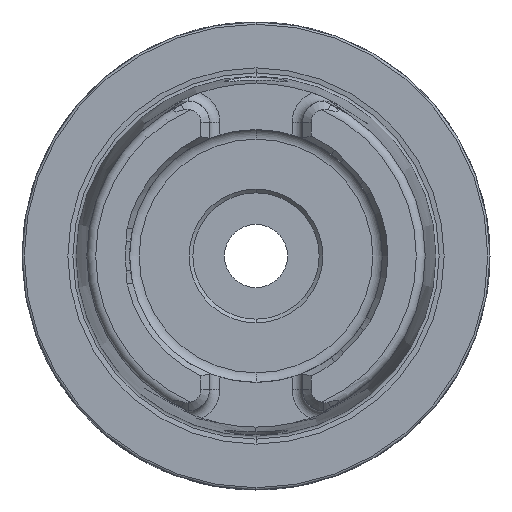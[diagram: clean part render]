
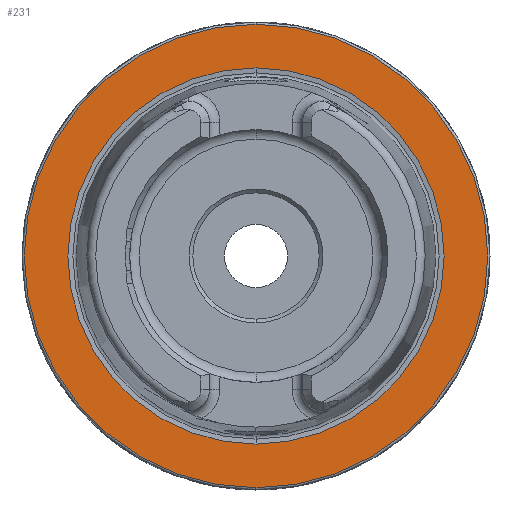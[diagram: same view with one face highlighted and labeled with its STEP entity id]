
A CAD part, left-side view. The second image highlights one B-rep face of the part: STEP entity #231.
In plain terms, the highlighted planar face has unit normal (-1, 0, 0).
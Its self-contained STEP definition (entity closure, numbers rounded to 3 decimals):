
#231 = ADVANCED_FACE ( 'NONE', ( #4799, #4797 ), #4475, .F. ) ;
#428 = CIRCLE ( 'NONE', #6709, 31.2 ) ;
#429 = CIRCLE ( 'NONE', #6710, 25.324 ) ;
#653 = EDGE_LOOP ( 'NONE', ( #2891, #2892 ) ) ;
#898 = CIRCLE ( 'NONE', #6810, 25.324 ) ;
#907 = CIRCLE ( 'NONE', #6813, 31.2 ) ;
#2051 = DIRECTION ( 'NONE',  ( -1., 0., 0. ) ) ;
#2052 = DIRECTION ( 'NONE',  ( 0., 0., 1. ) ) ;
#2053 = CARTESIAN_POINT ( 'NONE',  ( 0., 0., 0. ) ) ;
#2054 = DIRECTION ( 'NONE',  ( -1., 0., 0. ) ) ;
#2055 = DIRECTION ( 'NONE',  ( 0., 0., 1. ) ) ;
#2889 = ORIENTED_EDGE ( 'NONE', *, *, #6123, .F. ) ;
#2890 = ORIENTED_EDGE ( 'NONE', *, *, #6502, .F. ) ;
#2891 = ORIENTED_EDGE ( 'NONE', *, *, #6506, .T. ) ;
#2892 = ORIENTED_EDGE ( 'NONE', *, *, #6122, .T. ) ;
#3515 = VERTEX_POINT ( 'NONE', #3943 ) ;
#3943 = CARTESIAN_POINT ( 'NONE',  ( 0., 0., -25.324 ) ) ;
#4472 = CARTESIAN_POINT ( 'NONE',  ( 0., 31.2, 0. ) ) ;
#4475 = PLANE ( 'NONE',  #6643 ) ;
#4477 = DIRECTION ( 'NONE',  ( 1., 0., 0. ) ) ;
#4478 = DIRECTION ( 'NONE',  ( 0., 0., -1. ) ) ;
#4797 = FACE_OUTER_BOUND ( 'NONE', #653, .T. ) ;
#4799 = FACE_BOUND ( 'NONE', #7592, .T. ) ;
#5719 = CARTESIAN_POINT ( 'NONE',  ( 0., 0., 0. ) ) ;
#5915 = CARTESIAN_POINT ( 'NONE',  ( 0., 0., 0. ) ) ;
#5916 = DIRECTION ( 'NONE',  ( -1., 0., 0. ) ) ;
#5917 = DIRECTION ( 'NONE',  ( 0., 0., 1. ) ) ;
#5924 = CARTESIAN_POINT ( 'NONE',  ( 0., 0., 0. ) ) ;
#5925 = DIRECTION ( 'NONE',  ( -1., 0., 0. ) ) ;
#5926 = DIRECTION ( 'NONE',  ( 0., 0., 1. ) ) ;
#6122 = EDGE_CURVE ( 'NONE', #7721, #7711, #428, .T. ) ;
#6123 = EDGE_CURVE ( 'NONE', #7712, #3515, #429, .T. ) ;
#6502 = EDGE_CURVE ( 'NONE', #3515, #7712, #898, .T. ) ;
#6506 = EDGE_CURVE ( 'NONE', #7711, #7721, #907, .T. ) ;
#6643 = AXIS2_PLACEMENT_3D ( 'NONE', #4472, #4477, #4478 ) ;
#6709 = AXIS2_PLACEMENT_3D ( 'NONE', #5719, #2051, #2052 ) ;
#6710 = AXIS2_PLACEMENT_3D ( 'NONE', #2053, #2054, #2055 ) ;
#6810 = AXIS2_PLACEMENT_3D ( 'NONE', #5915, #5916, #5917 ) ;
#6813 = AXIS2_PLACEMENT_3D ( 'NONE', #5924, #5925, #5926 ) ;
#7333 = CARTESIAN_POINT ( 'NONE',  ( 0., 0., 25.324 ) ) ;
#7343 = CARTESIAN_POINT ( 'NONE',  ( 0., 0., 31.2 ) ) ;
#7351 = CARTESIAN_POINT ( 'NONE',  ( 0., 0., -31.2 ) ) ;
#7592 = EDGE_LOOP ( 'NONE', ( #2889, #2890 ) ) ;
#7711 = VERTEX_POINT ( 'NONE', #7343 ) ;
#7712 = VERTEX_POINT ( 'NONE', #7333 ) ;
#7721 = VERTEX_POINT ( 'NONE', #7351 ) ;
